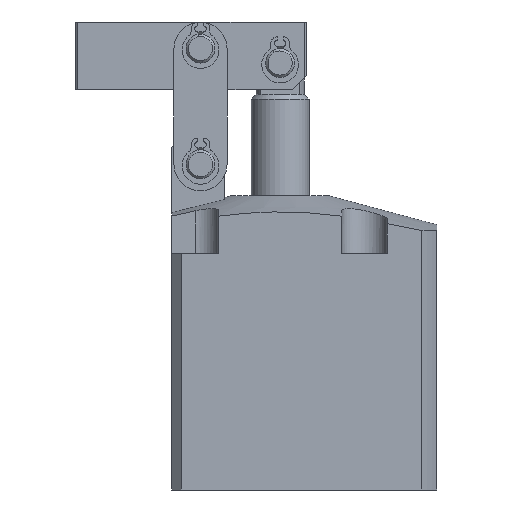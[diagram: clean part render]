
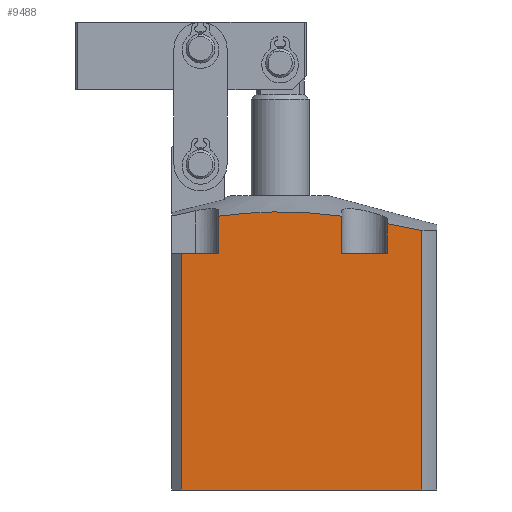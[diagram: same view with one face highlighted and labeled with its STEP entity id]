
A CAD part, front view. The second image highlights one B-rep face of the part: STEP entity #9488.
In plain terms, the highlighted planar face has unit normal (0, -1, 0).
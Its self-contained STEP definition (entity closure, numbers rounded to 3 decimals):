
#77 = DIRECTION ( 'NONE',  ( 1., 0., 0. ) ) ;
#84 = CARTESIAN_POINT ( 'NONE',  ( 0., -22.5, 0. ) ) ;
#133 = B_SPLINE_CURVE_WITH_KNOTS ( 'NONE', 3,
 ( #8163, #8120, #8164, #8165 ),
 .UNSPECIFIED., .F., .F.,
 ( 4, 4 ),
 ( 0.072, 0.079 ),
 .UNSPECIFIED. ) ;
#152 = B_SPLINE_CURVE_WITH_KNOTS ( 'NONE', 3,
 ( #5970, #5944, #5972, #4739, #8112, #8113, #8114, #8115, #8116, #8117, #8118, #8119 ),
 .UNSPECIFIED., .F., .F.,
 ( 4, 2, 2, 2, 2, 4 ),
 ( 0.036, 0.043, 0.049, 0.056, 0.059, 0.062 ),
 .UNSPECIFIED. ) ;
#201 = EDGE_CURVE ( 'NONE', #6191, #6190, #7801, .T. ) ;
#224 = EDGE_CURVE ( 'NONE', #6197, #6217, #152, .T. ) ;
#228 = EDGE_CURVE ( 'NONE', #6216, #6221, #133, .T. ) ;
#247 = EDGE_CURVE ( 'NONE', #6234, #6235, #7842, .T. ) ;
#252 = EDGE_CURVE ( 'NONE', #6236, #6239, #7864, .T. ) ;
#255 = EDGE_CURVE ( 'NONE', #6236, #6216, #7872, .T. ) ;
#258 = EDGE_CURVE ( 'NONE', #6239, #6217, #7879, .T. ) ;
#261 = EDGE_CURVE ( 'NONE', #6234, #6197, #7887, .T. ) ;
#263 = EDGE_CURVE ( 'NONE', #6221, #6190, #7891, .T. ) ;
#283 = EDGE_CURVE ( 'NONE', #6235, #6191, #7920, .T. ) ;
#636 = EDGE_LOOP ( 'NONE', ( #6018, #6035, #6088, #6091, #6016, #6044, #6046, #6049, #6055, #6052 ) ) ;
#983 = AXIS2_PLACEMENT_3D ( 'NONE', #3712, #3717, #3718 ) ;
#1418 = CARTESIAN_POINT ( 'NONE',  ( 29.373, -22.5, 0. ) ) ;
#1419 = CARTESIAN_POINT ( 'NONE',  ( -20.5, -22.5, 0. ) ) ;
#1425 = CARTESIAN_POINT ( 'NONE',  ( -12.75, -22.5, 56.75 ) ) ;
#1444 = CARTESIAN_POINT ( 'NONE',  ( 22.25, -22.5, 55.201 ) ) ;
#1445 = CARTESIAN_POINT ( 'NONE',  ( 12.75, -22.5, 56.75 ) ) ;
#1449 = CARTESIAN_POINT ( 'NONE',  ( 29.373, -22.5, 53.765 ) ) ;
#1462 = CARTESIAN_POINT ( 'NONE',  ( -12.75, -22.5, 49. ) ) ;
#1463 = CARTESIAN_POINT ( 'NONE',  ( -20.5, -22.5, 49. ) ) ;
#1464 = CARTESIAN_POINT ( 'NONE',  ( 22.25, -22.5, 49. ) ) ;
#1467 = CARTESIAN_POINT ( 'NONE',  ( 12.75, -22.5, 49. ) ) ;
#3712 = CARTESIAN_POINT ( 'NONE',  ( 0., -22.5, 61. ) ) ;
#3714 = PLANE ( 'NONE',  #983 ) ;
#3717 = DIRECTION ( 'NONE',  ( 0., 1., 0. ) ) ;
#3718 = DIRECTION ( 'NONE',  ( 0., 0., 1. ) ) ;
#4739 = CARTESIAN_POINT ( 'NONE',  ( -4.28, -22.5, 57.567 ) ) ;
#5611 = FACE_OUTER_BOUND ( 'NONE', #636, .T. ) ;
#5944 = CARTESIAN_POINT ( 'NONE',  ( -10.635, -22.5, 57.029 ) ) ;
#5970 = CARTESIAN_POINT ( 'NONE',  ( -12.75, -22.5, 56.75 ) ) ;
#5972 = CARTESIAN_POINT ( 'NONE',  ( -8.519, -22.5, 57.256 ) ) ;
#6016 = ORIENTED_EDGE ( 'NONE', *, *, #228, .F. ) ;
#6018 = ORIENTED_EDGE ( 'NONE', *, *, #247, .T. ) ;
#6035 = ORIENTED_EDGE ( 'NONE', *, *, #283, .T. ) ;
#6044 = ORIENTED_EDGE ( 'NONE', *, *, #255, .F. ) ;
#6046 = ORIENTED_EDGE ( 'NONE', *, *, #252, .T. ) ;
#6049 = ORIENTED_EDGE ( 'NONE', *, *, #258, .T. ) ;
#6052 = ORIENTED_EDGE ( 'NONE', *, *, #261, .F. ) ;
#6055 = ORIENTED_EDGE ( 'NONE', *, *, #224, .F. ) ;
#6088 = ORIENTED_EDGE ( 'NONE', *, *, #201, .T. ) ;
#6091 = ORIENTED_EDGE ( 'NONE', *, *, #263, .F. ) ;
#6190 = VERTEX_POINT ( 'NONE', #1418 ) ;
#6191 = VERTEX_POINT ( 'NONE', #1419 ) ;
#6197 = VERTEX_POINT ( 'NONE', #1425 ) ;
#6216 = VERTEX_POINT ( 'NONE', #1444 ) ;
#6217 = VERTEX_POINT ( 'NONE', #1445 ) ;
#6221 = VERTEX_POINT ( 'NONE', #1449 ) ;
#6234 = VERTEX_POINT ( 'NONE', #1462 ) ;
#6235 = VERTEX_POINT ( 'NONE', #1463 ) ;
#6236 = VERTEX_POINT ( 'NONE', #1464 ) ;
#6239 = VERTEX_POINT ( 'NONE', #1467 ) ;
#7801 = LINE ( 'NONE', #84, #7806 ) ;
#7806 = VECTOR ( 'NONE', #77, 1000. ) ;
#7842 = LINE ( 'NONE', #8205, #7856 ) ;
#7856 = VECTOR ( 'NONE', #8216, 1000. ) ;
#7864 = LINE ( 'NONE', #8226, #7868 ) ;
#7868 = VECTOR ( 'NONE', #8227, 1000. ) ;
#7872 = LINE ( 'NONE', #8219, #7874 ) ;
#7874 = VECTOR ( 'NONE', #8220, 1000. ) ;
#7879 = LINE ( 'NONE', #8239, #7883 ) ;
#7883 = VECTOR ( 'NONE', #8240, 1000. ) ;
#7887 = LINE ( 'NONE', #8245, #7890 ) ;
#7890 = VECTOR ( 'NONE', #8246, 1000. ) ;
#7891 = LINE ( 'NONE', #8249, #7894 ) ;
#7894 = VECTOR ( 'NONE', #8250, 1000. ) ;
#7920 = LINE ( 'NONE', #8277, #7932 ) ;
#7932 = VECTOR ( 'NONE', #8291, 1000. ) ;
#8112 = CARTESIAN_POINT ( 'NONE',  ( -2.158, -22.5, 57.65 ) ) ;
#8113 = CARTESIAN_POINT ( 'NONE',  ( 2.092, -22.5, 57.651 ) ) ;
#8114 = CARTESIAN_POINT ( 'NONE',  ( 4.22, -22.5, 57.57 ) ) ;
#8115 = CARTESIAN_POINT ( 'NONE',  ( 7.417, -22.5, 57.337 ) ) ;
#8116 = CARTESIAN_POINT ( 'NONE',  ( 8.483, -22.5, 57.242 ) ) ;
#8117 = CARTESIAN_POINT ( 'NONE',  ( 10.617, -22.5, 57.018 ) ) ;
#8118 = CARTESIAN_POINT ( 'NONE',  ( 11.686, -22.5, 56.891 ) ) ;
#8119 = CARTESIAN_POINT ( 'NONE',  ( 12.75, -22.5, 56.75 ) ) ;
#8120 = CARTESIAN_POINT ( 'NONE',  ( 24.631, -22.5, 54.752 ) ) ;
#8163 = CARTESIAN_POINT ( 'NONE',  ( 22.25, -22.5, 55.201 ) ) ;
#8164 = CARTESIAN_POINT ( 'NONE',  ( 27.004, -22.5, 54.269 ) ) ;
#8165 = CARTESIAN_POINT ( 'NONE',  ( 29.373, -22.5, 53.765 ) ) ;
#8205 = CARTESIAN_POINT ( 'NONE',  ( -22.5, -22.5, 49. ) ) ;
#8216 = DIRECTION ( 'NONE',  ( -1., 0., 0. ) ) ;
#8219 = CARTESIAN_POINT ( 'NONE',  ( 22.25, -22.5, 49. ) ) ;
#8220 = DIRECTION ( 'NONE',  ( 0., 0., 1. ) ) ;
#8226 = CARTESIAN_POINT ( 'NONE',  ( 12.75, -22.5, 49. ) ) ;
#8227 = DIRECTION ( 'NONE',  ( -1., 0., 0. ) ) ;
#8239 = CARTESIAN_POINT ( 'NONE',  ( 12.75, -22.5, 49. ) ) ;
#8240 = DIRECTION ( 'NONE',  ( 0., 0., 1. ) ) ;
#8245 = CARTESIAN_POINT ( 'NONE',  ( -12.75, -22.5, 49. ) ) ;
#8246 = DIRECTION ( 'NONE',  ( 0., 0., 1. ) ) ;
#8249 = CARTESIAN_POINT ( 'NONE',  ( 29.373, -22.5, 61. ) ) ;
#8250 = DIRECTION ( 'NONE',  ( 0., 0., -1. ) ) ;
#8277 = CARTESIAN_POINT ( 'NONE',  ( -20.5, -22.5, 61. ) ) ;
#8291 = DIRECTION ( 'NONE',  ( 0., 0., -1. ) ) ;
#9488 = ADVANCED_FACE ( 'NONE', ( #5611 ), #3714, .F. ) ;
